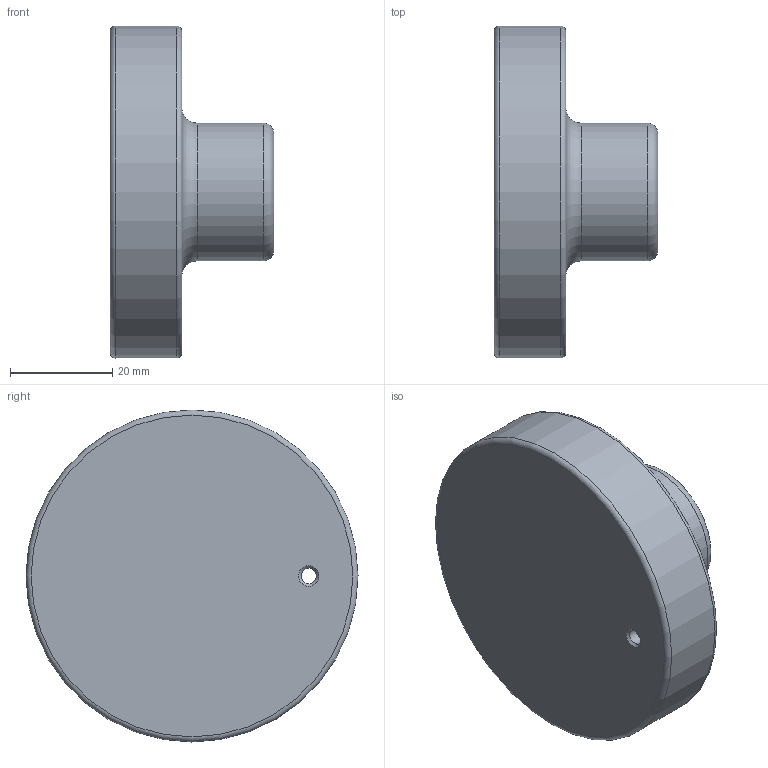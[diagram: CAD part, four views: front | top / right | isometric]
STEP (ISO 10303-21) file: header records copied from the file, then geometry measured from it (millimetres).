
FILE_DESCRIPTION(/* description */ (''),/* implementation_level */ '2;1');
FILE_NAME(/* name */ 'SAH_65_R_N.dxf',/* time_stamp */ '2012-11-23T16:49:46+08:00',/* author */ (''),/* organization */ (''),/* preprocessor_version */ 'ST-DEVELOPER v9',/* originating_system */ 'UGS - NX 4.0',/* authorisation */ '');
FILE_SCHEMA (('CONFIG_CONTROL_DESIGN'));
Length unit declared in the file: millimetre
Products named in the file (1): Admi38D0xn6s
Bounding box: 32 x 64.98 x 64.98 mm (x, y, z)
Volume: 53621 mm3; surface area: 11718.7 mm2
Topology: 1 solids, 1 shells, 18 faces, 35 edges, 21 vertices
Faces by surface type: cylinder 5, cone 5, plane 4, torus 4
Full cylindrical faces by diameter (mm): 3 x1, 11.291 x1, 12.291 x1, 26.983 x1, 64.983 x1
Entity records: 458 total; most frequent: DIRECTION 74, CARTESIAN_POINT 56, AXIS2_PLACEMENT_3D 37, EDGE_LOOP 36, ORIENTED_EDGE 36, FACE_BOUND 28, VERTEX_POINT 19, ADVANCED_FACE 18
